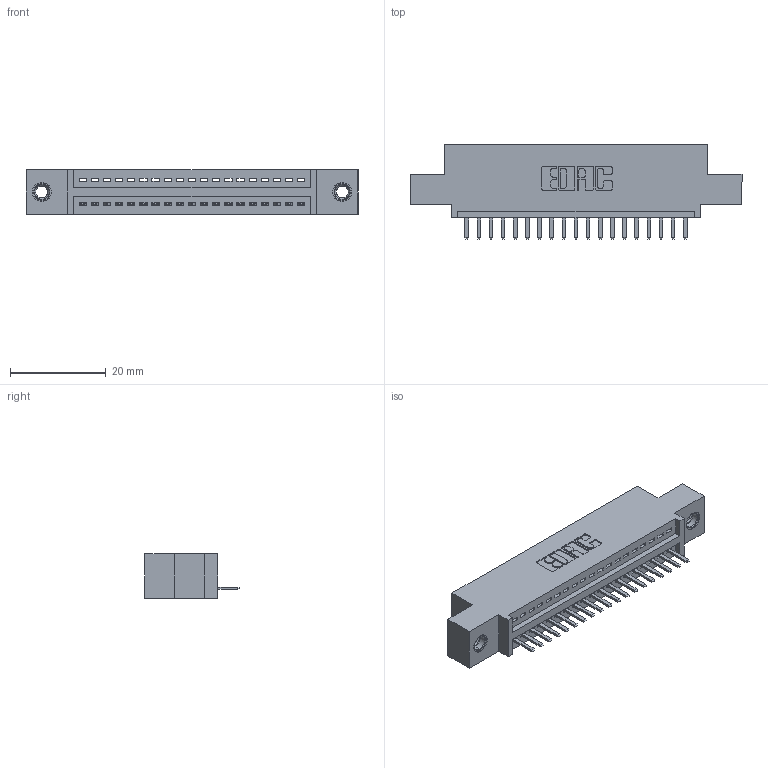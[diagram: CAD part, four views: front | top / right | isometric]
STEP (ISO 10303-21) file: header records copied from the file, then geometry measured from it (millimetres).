
FILE_DESCRIPTION (( 'STEP AP203' ), '1' );
FILE_NAME ('395-019-520-407.STEP', '2019-10-17T16:36:23', ( '' ), ( '' ), 'SwSTEP 2.0', 'SolidWorks 2016', '' );
FILE_SCHEMA (( 'CONFIG_CONTROL_DESIGN' ));
Length unit declared in the file: inch
Products named in the file (4): 345-250-001_345-250-005-103; 345 Part_0.110 Offset - 0.156 Dia-TI; 345-292-001_345-293-120; 395-019-520-407
Assembly tree (22 placements, depth 2):
  395-019-520-407
    345 Part_0.110 Offset - 0.156 Dia-TI
    345-292-001_345-293-120  x19
    345-250-001_345-250-005-103  x2
Bounding box: 69.47 x 19.68 x 9.4 mm (x, y, z)
Volume: 6268.3 mm3; surface area: 7953 mm2
Topology: 22 solids, 22 shells, 1368 faces, 3985 edges, 2598 vertices
Faces by surface type: plane 914, cylinder 438, cone 12, torus 4
Entity records: 18828 total; most frequent: CARTESIAN_POINT 3256, ORIENTED_EDGE 3190, DIRECTION 2891, EDGE_CURVE 1595, LINE 1363, VECTOR 1363, VERTEX_POINT 1056, AXIS2_PLACEMENT_3D 764
